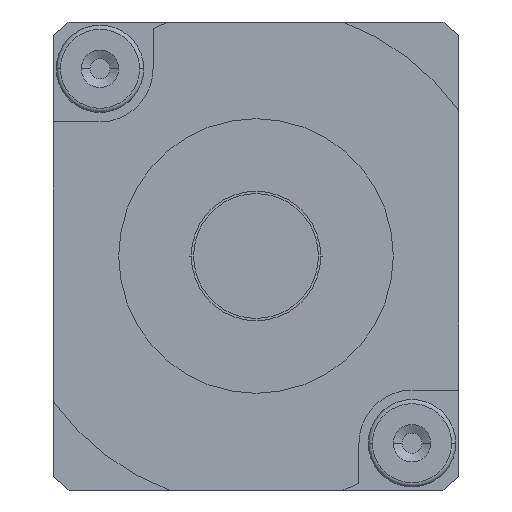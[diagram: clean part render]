
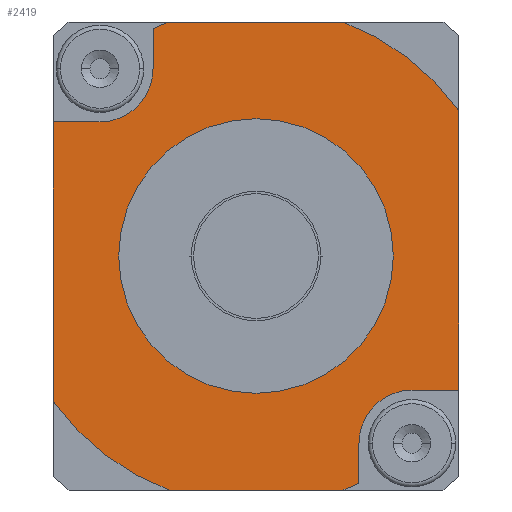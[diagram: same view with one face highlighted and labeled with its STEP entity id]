
A CAD part, left-side view. The second image highlights one B-rep face of the part: STEP entity #2419.
In plain terms, the highlighted planar face has unit normal (-1, 0, 0).
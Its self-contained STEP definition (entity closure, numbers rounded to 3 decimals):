
#483=CARTESIAN_POINT('',(-26.,12.5,15.));
#484=DIRECTION('',(-1.,0.,0.));
#485=DIRECTION('',(0.,0.,-1.));
#486=AXIS2_PLACEMENT_3D('',#483,#484,#485);
#488=DIRECTION('',(0.,0.,-1.));
#489=VECTOR('',#488,3.219);
#490=CARTESIAN_POINT('',(-26.,8.25,18.219));
#491=LINE('',#490,#489);
#492=DIRECTION('',(0.,-1.,0.));
#493=VECTOR('',#492,13.919);
#494=CARTESIAN_POINT('',(-26.,6.96,18.75));
#495=LINE('',#494,#493);
#496=DIRECTION('',(0.,0.,-1.));
#497=VECTOR('',#496,22.409);
#498=CARTESIAN_POINT('',(-26.,-16.25,11.659));
#499=LINE('',#498,#497);
#500=DIRECTION('',(0.,1.,0.));
#501=VECTOR('',#500,3.75);
#502=CARTESIAN_POINT('',(-26.,-16.25,-10.75));
#503=LINE('',#502,#501);
#504=CARTESIAN_POINT('',(-26.,-12.5,-15.));
#505=DIRECTION('',(-1.,0.,0.));
#506=DIRECTION('',(0.,0.,1.));
#507=AXIS2_PLACEMENT_3D('',#504,#505,#506);
#509=DIRECTION('',(0.,0.,1.));
#510=VECTOR('',#509,3.219);
#511=CARTESIAN_POINT('',(-26.,-8.25,-18.219));
#512=LINE('',#511,#510);
#513=DIRECTION('',(0.,1.,0.));
#514=VECTOR('',#513,13.919);
#515=CARTESIAN_POINT('',(-26.,-6.96,-18.75));
#516=LINE('',#515,#514);
#517=DIRECTION('',(0.,0.,1.));
#518=VECTOR('',#517,22.409);
#519=CARTESIAN_POINT('',(-26.,16.25,-11.659));
#520=LINE('',#519,#518);
#521=DIRECTION('',(0.,-1.,0.));
#522=VECTOR('',#521,3.75);
#523=CARTESIAN_POINT('',(-26.,16.25,10.75));
#524=LINE('',#523,#522);
#525=DIRECTION('',(0.,0.,1.));
#526=VECTOR('',#525,10.891);
#527=CARTESIAN_POINT('',(-26.,9.5,-5.445));
#528=LINE('',#527,#526);
#541=CARTESIAN_POINT('',(-26.,0.,0.));
#542=DIRECTION('',(1.,0.,0.));
#543=DIRECTION('',(0.,0.413,0.911));
#544=AXIS2_PLACEMENT_3D('',#541,#542,#543);
#554=CARTESIAN_POINT('',(-26.,0.,0.));
#555=DIRECTION('',(-1.,0.,0.));
#556=DIRECTION('',(0.,-0.813,0.583));
#557=AXIS2_PLACEMENT_3D('',#554,#555,#556);
#579=CARTESIAN_POINT('',(-26.,0.,0.));
#580=DIRECTION('',(-1.,0.,0.));
#581=DIRECTION('',(0.,-0.348,-0.938));
#582=AXIS2_PLACEMENT_3D('',#579,#580,#581);
#588=CARTESIAN_POINT('',(-26.,0.,0.));
#589=DIRECTION('',(1.,0.,0.));
#590=DIRECTION('',(0.,0.348,-0.938));
#591=AXIS2_PLACEMENT_3D('',#588,#589,#590);
#610=CARTESIAN_POINT('',(-26.,0.,0.));
#611=DIRECTION('',(1.,0.,0.));
#612=DIRECTION('',(0.,0.868,0.497));
#613=AXIS2_PLACEMENT_3D('',#610,#611,#612);
#627=DIRECTION('',(0.,0.,1.));
#628=VECTOR('',#627,10.891);
#629=CARTESIAN_POINT('',(-26.,-9.5,-5.445));
#630=LINE('',#629,#628);
#631=CARTESIAN_POINT('',(-26.,0.,0.));
#632=DIRECTION('',(1.,0.,0.));
#633=DIRECTION('',(0.,-0.868,-0.497));
#634=AXIS2_PLACEMENT_3D('',#631,#632,#633);
#1597=CARTESIAN_POINT('',(-26.,6.96,18.75));
#1598=CARTESIAN_POINT('',(-26.,-6.96,18.75));
#1599=VERTEX_POINT('',#1597);
#1600=VERTEX_POINT('',#1598);
#1601=CARTESIAN_POINT('',(-26.,-6.96,-18.75));
#1602=CARTESIAN_POINT('',(-26.,6.96,-18.75));
#1603=VERTEX_POINT('',#1601);
#1604=VERTEX_POINT('',#1602);
#1608=CARTESIAN_POINT('',(-26.,-16.25,11.659));
#1610=VERTEX_POINT('',#1608);
#1618=CARTESIAN_POINT('',(-26.,16.25,-11.659));
#1620=VERTEX_POINT('',#1618);
#1621=CARTESIAN_POINT('',(-26.,12.5,10.75));
#1622=CARTESIAN_POINT('',(-26.,8.25,15.));
#1623=VERTEX_POINT('',#1621);
#1624=VERTEX_POINT('',#1622);
#1625=CARTESIAN_POINT('',(-26.,8.25,18.219));
#1626=VERTEX_POINT('',#1625);
#1627=CARTESIAN_POINT('',(-26.,16.25,10.75));
#1628=VERTEX_POINT('',#1627);
#1629=CARTESIAN_POINT('',(-26.,-8.25,-18.219));
#1630=CARTESIAN_POINT('',(-26.,-8.25,-15.));
#1631=VERTEX_POINT('',#1629);
#1632=VERTEX_POINT('',#1630);
#1633=CARTESIAN_POINT('',(-26.,-16.25,-10.75));
#1634=CARTESIAN_POINT('',(-26.,-12.5,-10.75));
#1635=VERTEX_POINT('',#1633);
#1636=VERTEX_POINT('',#1634);
#1657=CARTESIAN_POINT('',(-26.,-9.5,5.445));
#1658=VERTEX_POINT('',#1657);
#1659=CARTESIAN_POINT('',(-26.,-9.5,-5.445));
#1660=VERTEX_POINT('',#1659);
#1661=CARTESIAN_POINT('',(-26.,9.5,-5.445));
#1662=VERTEX_POINT('',#1661);
#1663=CARTESIAN_POINT('',(-26.,9.5,5.445));
#1664=VERTEX_POINT('',#1663);
#2375=CARTESIAN_POINT('',(-26.,-10.95,-13.14));
#2376=DIRECTION('',(1.,0.,0.));
#2377=DIRECTION('',(0.,1.,0.));
#2378=AXIS2_PLACEMENT_3D('',#2375,#2376,#2377);
#2379=PLANE('',#2378);
#2380=ORIENTED_EDGE('',*,*,#2365,.T.);
#2382=ORIENTED_EDGE('',*,*,#2381,.F.);
#2384=ORIENTED_EDGE('',*,*,#2383,.T.);
#2386=ORIENTED_EDGE('',*,*,#2385,.T.);
#2388=ORIENTED_EDGE('',*,*,#2387,.F.);
#2390=ORIENTED_EDGE('',*,*,#2389,.T.);
#2392=ORIENTED_EDGE('',*,*,#2391,.T.);
#2394=ORIENTED_EDGE('',*,*,#2393,.T.);
#2396=ORIENTED_EDGE('',*,*,#2395,.F.);
#2398=ORIENTED_EDGE('',*,*,#2397,.F.);
#2400=ORIENTED_EDGE('',*,*,#2399,.T.);
#2402=ORIENTED_EDGE('',*,*,#2401,.T.);
#2404=ORIENTED_EDGE('',*,*,#2403,.T.);
#2406=ORIENTED_EDGE('',*,*,#2405,.T.);
#2407=EDGE_LOOP('',(#2380,#2382,#2384,#2386,#2388,#2390,#2392,#2394,#2396,#2398,
#2400,#2402,#2404,#2406));
#2408=FACE_OUTER_BOUND('',#2407,.F.);
#2410=ORIENTED_EDGE('',*,*,#2409,.F.);
#2412=ORIENTED_EDGE('',*,*,#2411,.F.);
#2414=ORIENTED_EDGE('',*,*,#2413,.F.);
#2416=ORIENTED_EDGE('',*,*,#2415,.T.);
#2417=EDGE_LOOP('',(#2410,#2412,#2414,#2416));
#2418=FACE_BOUND('',#2417,.F.);
#2419=ADVANCED_FACE('',(#2408,#2418),#2379,.F.);
#487=CIRCLE('',#486,4.25);
#508=CIRCLE('',#507,4.25);
#545=CIRCLE('',#544,20.);
#558=CIRCLE('',#557,20.);
#583=CIRCLE('',#582,20.);
#592=CIRCLE('',#591,20.);
#614=CIRCLE('',#613,10.95);
#635=CIRCLE('',#634,10.95);
#2365=EDGE_CURVE('',#1623,#1624,#487,.T.);
#2381=EDGE_CURVE('',#1626,#1624,#491,.T.);
#2383=EDGE_CURVE('',#1626,#1599,#545,.T.);
#2385=EDGE_CURVE('',#1599,#1600,#495,.T.);
#2387=EDGE_CURVE('',#1610,#1600,#558,.T.);
#2389=EDGE_CURVE('',#1610,#1635,#499,.T.);
#2391=EDGE_CURVE('',#1635,#1636,#503,.T.);
#2393=EDGE_CURVE('',#1636,#1632,#508,.T.);
#2395=EDGE_CURVE('',#1631,#1632,#512,.T.);
#2397=EDGE_CURVE('',#1603,#1631,#583,.T.);
#2399=EDGE_CURVE('',#1603,#1604,#516,.T.);
#2401=EDGE_CURVE('',#1604,#1620,#592,.T.);
#2403=EDGE_CURVE('',#1620,#1628,#520,.T.);
#2405=EDGE_CURVE('',#1628,#1623,#524,.T.);
#2409=EDGE_CURVE('',#1664,#1658,#614,.T.);
#2411=EDGE_CURVE('',#1662,#1664,#528,.T.);
#2413=EDGE_CURVE('',#1660,#1662,#635,.T.);
#2415=EDGE_CURVE('',#1660,#1658,#630,.T.);
